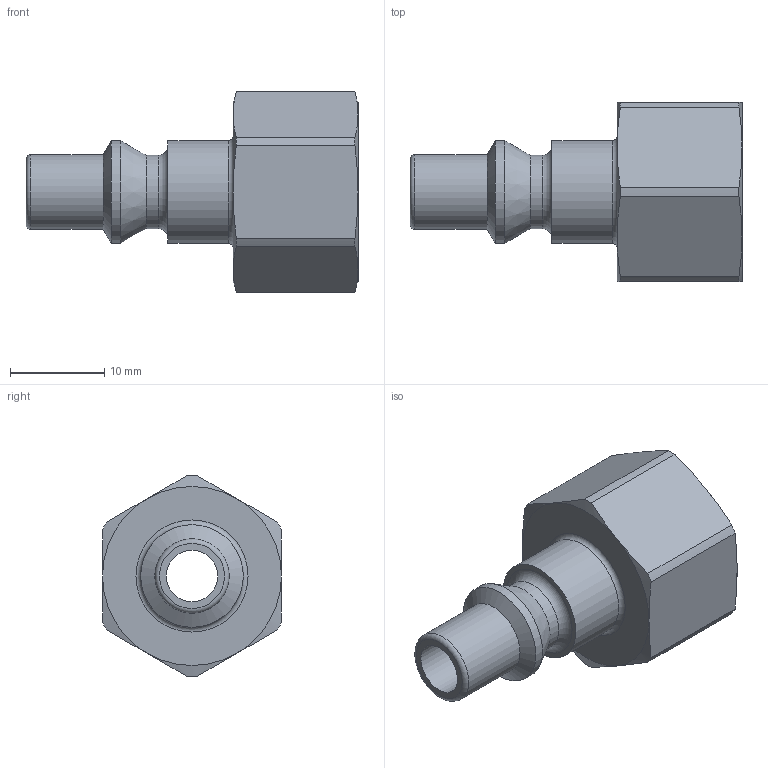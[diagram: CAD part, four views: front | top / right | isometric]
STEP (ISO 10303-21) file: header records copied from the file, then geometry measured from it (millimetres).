
FILE_DESCRIPTION((''),'2;1');
FILE_NAME('22sfiw17mxn.stp','2014-04-03T08:26:26',('AS035480'),(''),'Autodesk Inventor 2013','Autodesk Inventor 2013','');
FILE_SCHEMA(('AUTOMOTIVE_DESIGN { 1 0 10303 214 1 1 1 1 }'));
Length unit declared in the file: millimetre
Products named in the file (1): D109915
Bounding box: 35.25 x 19 x 21.4 mm (x, y, z)
Volume: 2844.4 mm3; surface area: 3019 mm2
Topology: 1 solids, 1 shells, 41 faces, 88 edges, 52 vertices
Faces by surface type: cone 15, cylinder 12, plane 11, torus 3
Full cylindrical faces by diameter (mm): 5.5 x1, 7.8 x1, 7.9 x1, 10.9 x2, 16.662 x1
Entity records: 1048 total; most frequent: CARTESIAN_POINT 218, DIRECTION 176, ORIENTED_EDGE 152, AXIS2_PLACEMENT_3D 82, EDGE_CURVE 76, EDGE_LOOP 58, VERTEX_POINT 52, FACE_OUTER_BOUND 41
